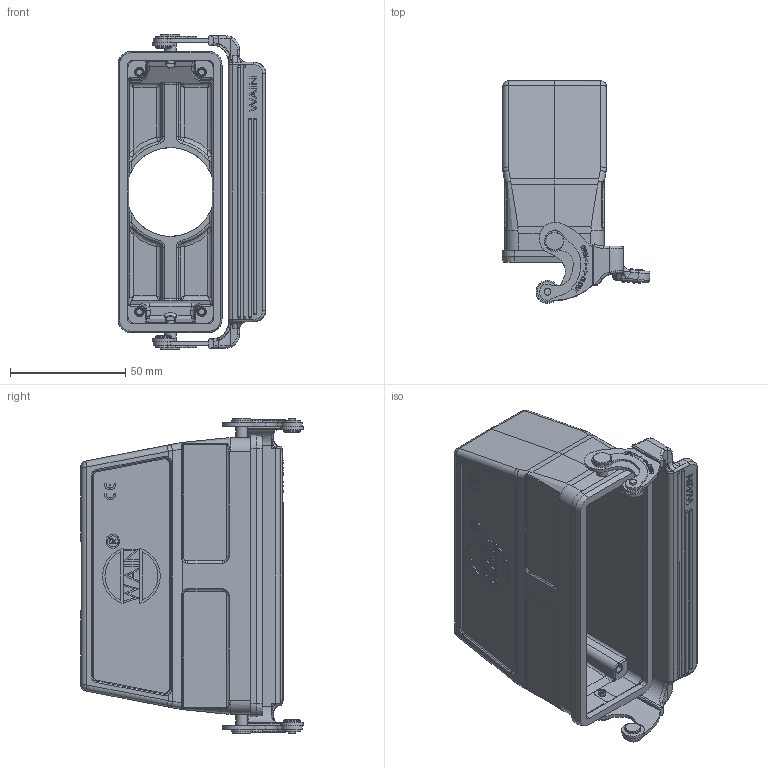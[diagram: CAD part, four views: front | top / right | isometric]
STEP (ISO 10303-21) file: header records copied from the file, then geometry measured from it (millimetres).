
FILE_DESCRIPTION(/* description */ (''),/* implementation_level */ '2;1');
FILE_NAME(/* name */ '3D_1240247215005_HV24B-CCTH-1L_SC-M40_V1.0_stp_1.stp',/* time_stamp */ '2023-11-30T17:32:21+08:00',/* author */ (''),/* organization */ (''),/* preprocessor_version */ 'ST-DEVELOPER v18.1',/* originating_system */ 'SIEMENS PLM Software NX 1980',/* authorisation */ '');
FILE_SCHEMA (('AP203_CONFIGURATION_CONTROLLED_3D_DESIGN_OF_MECHANICAL_PARTS_AND_ASSEMBLIES_MIM_LF { 1 0 10303 403 2 1 2}'));
Products named in the file (1): 3D_1240247215005_HV24B-CCTH-1L_SC-M40_V1.0_stp
Bounding box: 64.17 x 96.59 x 137.1 mm (x, y, z)
Surface area: 68433.9 mm2 (no closed solid volume)
Topology: 0 solids, 1551 shells, 1551 faces, 7797 edges, 7709 vertices
Faces by surface type: plane 673, cylinder 523, bspline 153, torus 82, cone 52, extrusion 42, sphere 26
Full cylindrical faces by diameter (mm): 1.9 x2, 2.515 x4, 2.959 x4, 3 x4, 3.5 x4, 4.8 x4, 4.906 x2, 5 x4, 6 x2, 7 x2, 8 x2, 9.8 x2, 38.5 x1
Entity records: 99518 total; most frequent: CARTESIAN_POINT 28235, DIRECTION 12082, VERTEX_POINT 7681, ORIENTED_EDGE 7679, EDGE_CURVE 7679, AXIS2_PLACEMENT_3D 4094, VECTOR 3894, LINE 3852
